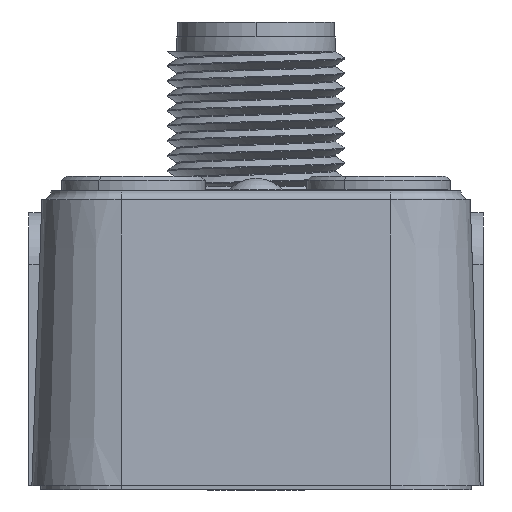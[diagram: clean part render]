
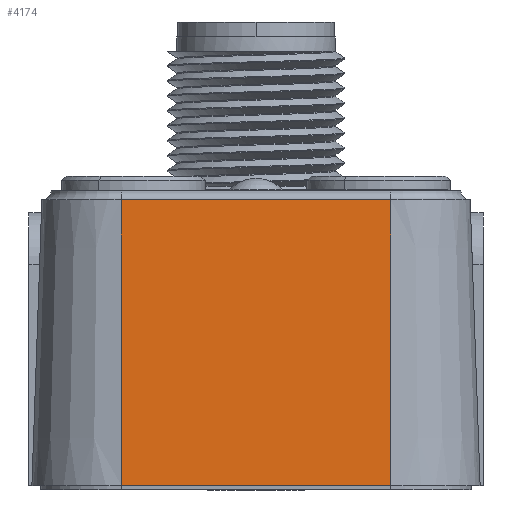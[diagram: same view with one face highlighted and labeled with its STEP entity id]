
A CAD part, front view. The second image highlights one B-rep face of the part: STEP entity #4174.
In plain terms, the highlighted planar face has unit normal (0, -0.999, 0.035).
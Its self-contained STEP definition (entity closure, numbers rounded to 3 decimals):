
#4174=ADVANCED_FACE('',(#8453),#6595,.T.);
#6595=PLANE('',#49967);
#8453=FACE_OUTER_BOUND('',#10810,.T.);
#10810=EDGE_LOOP('',(#15222,#15223,#15224,#15225));
#15222=ORIENTED_EDGE('',*,*,#33323,.F.);
#15223=ORIENTED_EDGE('',*,*,#33352,.F.);
#15224=ORIENTED_EDGE('',*,*,#33353,.T.);
#15225=ORIENTED_EDGE('',*,*,#33354,.F.);
#28477=VERTEX_POINT('',#69486);
#28478=VERTEX_POINT('',#69490);
#28498=VERTEX_POINT('',#69554);
#28499=VERTEX_POINT('',#69558);
#33323=EDGE_CURVE('',#28477,#28478,#40191,.T.);
#33352=EDGE_CURVE('',#28498,#28477,#40204,.T.);
#33353=EDGE_CURVE('',#28498,#28499,#40205,.T.);
#33354=EDGE_CURVE('',#28478,#28499,#40206,.T.);
#40191=LINE('',#69489,#45728);
#40204=LINE('',#69555,#45741);
#40205=LINE('',#69557,#45742);
#40206=LINE('',#69559,#45743);
#45728=VECTOR('',#55386,1.);
#45741=VECTOR('',#55443,1.);
#45742=VECTOR('',#55446,1.);
#45743=VECTOR('',#55447,1.);
#49967=AXIS2_PLACEMENT_3D('',#69560,#55448,#55449);
#55386=DIRECTION('',(1.,0.,0.));
#55443=DIRECTION('',(0.,0.035,0.999));
#55446=DIRECTION('',(1.,0.,0.));
#55447=DIRECTION('',(0.,-0.035,-0.999));
#55448=DIRECTION('',(0.,-0.999,0.035));
#55449=DIRECTION('',(-1.,0.,0.));
#69486=CARTESIAN_POINT('',(-446.,3.177,19.4));
#69489=CARTESIAN_POINT('',(-446.,3.177,19.4));
#69490=CARTESIAN_POINT('',(-428.,3.177,19.4));
#69554=CARTESIAN_POINT('',(-446.,2.51,0.3));
#69555=CARTESIAN_POINT('',(-446.,2.51,0.3));
#69557=CARTESIAN_POINT('',(-446.,2.51,0.3));
#69558=CARTESIAN_POINT('',(-428.,2.51,0.3));
#69559=CARTESIAN_POINT('',(-428.,3.177,19.4));
#69560=CARTESIAN_POINT('',(-437.,2.5,0.));
